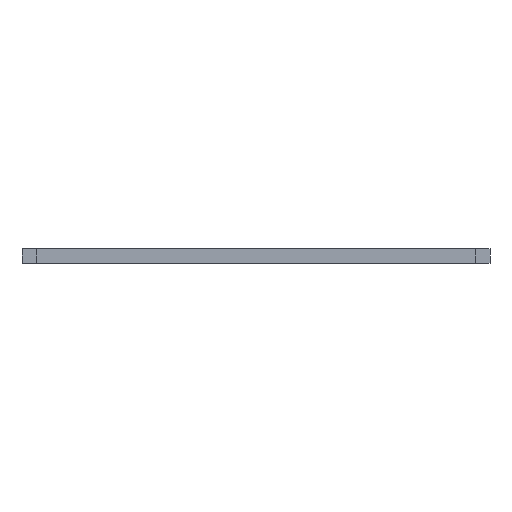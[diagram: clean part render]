
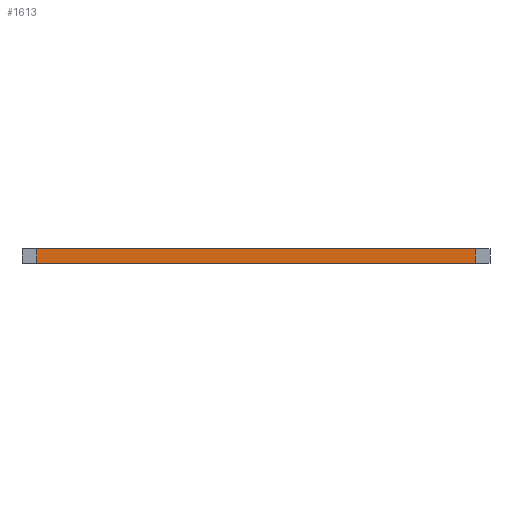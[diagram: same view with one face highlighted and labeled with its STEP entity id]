
A CAD part, front view. The second image highlights one B-rep face of the part: STEP entity #1613.
In plain terms, the highlighted planar face has unit normal (0, -1, 0).
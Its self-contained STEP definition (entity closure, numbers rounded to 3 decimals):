
#63=FACE_OUTER_BOUND('',#153,.T.);
#153=EDGE_LOOP('',(#1223,#1224,#1225,#1226));
#230=LINE('',#2172,#458);
#261=LINE('',#2233,#489);
#331=LINE('',#2373,#559);
#346=LINE('',#2402,#574);
#458=VECTOR('',#1778,10.);
#489=VECTOR('',#1831,10.);
#559=VECTOR('',#1909,10.);
#574=VECTOR('',#1938,10.);
#684=VERTEX_POINT('',#2166);
#686=VERTEX_POINT('',#2170);
#705=VERTEX_POINT('',#2232);
#771=VERTEX_POINT('',#2372);
#838=EDGE_CURVE('',#684,#686,#230,.T.);
#869=EDGE_CURVE('',#684,#705,#261,.T.);
#939=EDGE_CURVE('',#771,#705,#331,.T.);
#954=EDGE_CURVE('',#771,#686,#346,.T.);
#1223=ORIENTED_EDGE('',*,*,#838,.T.);
#1224=ORIENTED_EDGE('',*,*,#954,.F.);
#1225=ORIENTED_EDGE('',*,*,#939,.T.);
#1226=ORIENTED_EDGE('',*,*,#869,.F.);
#1535=PLANE('',#1705);
#1613=ADVANCED_FACE('',(#63),#1535,.T.);
#1705=AXIS2_PLACEMENT_3D('',#2401,#1936,#1937);
#1778=DIRECTION('',(0.,0.,1.));
#1831=DIRECTION('',(-1.,0.,0.));
#1909=DIRECTION('',(0.,0.,-1.));
#1936=DIRECTION('center_axis',(0.,-1.,0.));
#1937=DIRECTION('ref_axis',(-1.,0.,0.));
#1938=DIRECTION('',(1.,0.,0.));
#2166=CARTESIAN_POINT('',(75.,-50.,35.));
#2170=CARTESIAN_POINT('',(75.,-50.,40.));
#2172=CARTESIAN_POINT('',(75.,-50.,30.));
#2232=CARTESIAN_POINT('',(-75.,-50.,35.));
#2233=CARTESIAN_POINT('',(-80.,-50.,35.));
#2372=CARTESIAN_POINT('',(-75.,-50.,40.));
#2373=CARTESIAN_POINT('',(-75.,-50.,30.));
#2401=CARTESIAN_POINT('Origin',(80.,-50.,40.));
#2402=CARTESIAN_POINT('',(-80.,-50.,40.));
